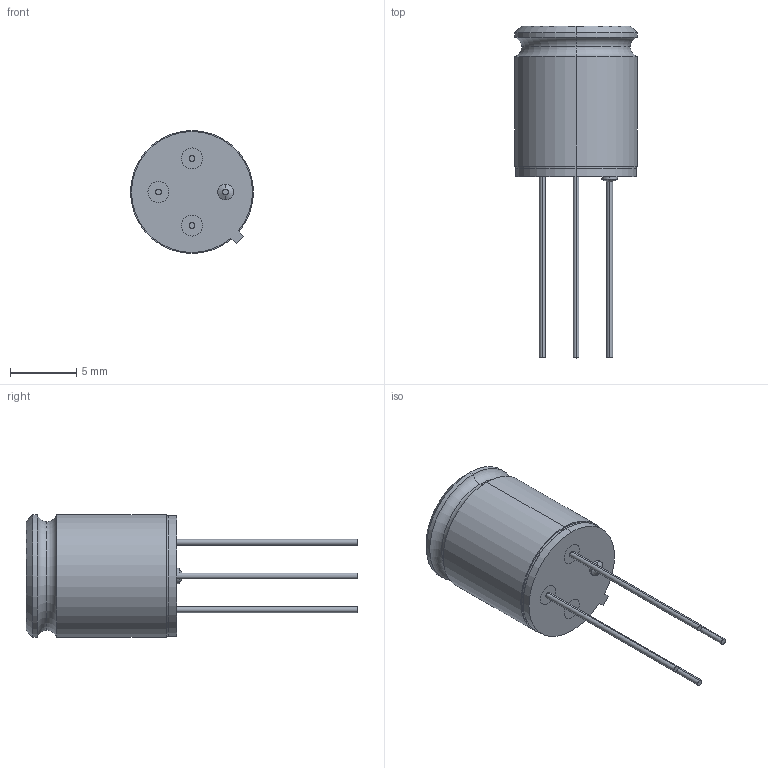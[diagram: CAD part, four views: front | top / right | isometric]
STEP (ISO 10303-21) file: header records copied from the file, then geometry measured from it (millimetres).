
FILE_DESCRIPTION (( 'STEP AP214' ), '1' );
FILE_NAME ('MLX90621ESF-BAB-000-SP.STEP', '2019-08-05T11:26:36', ( '' ), ( '' ), 'SwSTEP 2.0', 'SolidWorks 2017', '' );
FILE_SCHEMA (( 'AUTOMOTIVE_DESIGN' ));
Length unit declared in the file: millimetre
Products named in the file (1): MLX90621ESF-BAB-000-SP
Bounding box: 9.3 x 25.1 x 9.3 mm (x, y, z)
Volume: 513.3 mm3; surface area: 949.8 mm2
Topology: 11 solids, 11 shells, 76 faces, 142 edges, 90 vertices
Faces by surface type: cylinder 39, plane 27, cone 6, torus 4
Entity records: 2062 total; most frequent: DIRECTION 384, CARTESIAN_POINT 309, ORIENTED_EDGE 284, AXIS2_PLACEMENT_3D 165, EDGE_CURVE 142, VERTEX_POINT 90, CIRCLE 88, EDGE_LOOP 86
